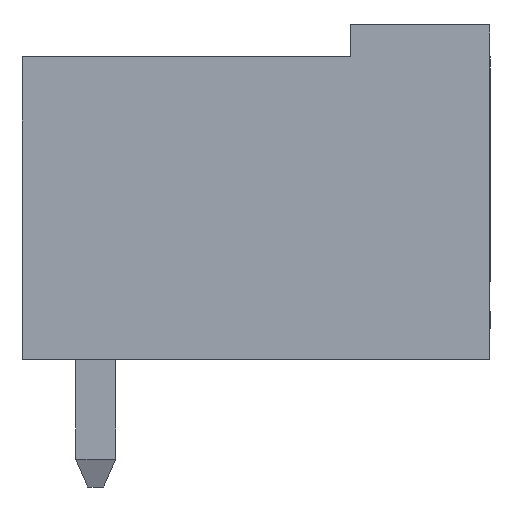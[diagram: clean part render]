
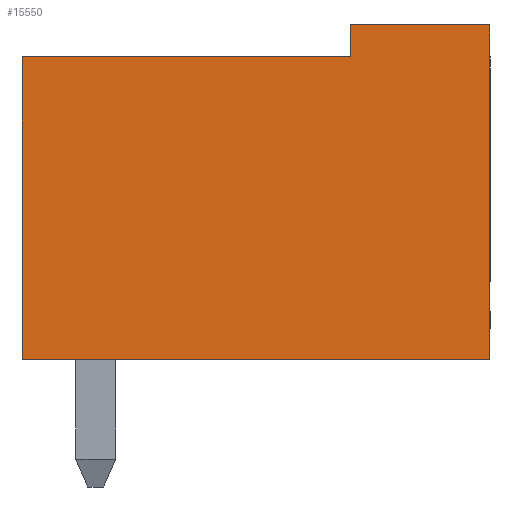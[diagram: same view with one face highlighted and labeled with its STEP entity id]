
A CAD part, left-side view. The second image highlights one B-rep face of the part: STEP entity #15550.
In plain terms, the highlighted planar face has unit normal (-1, 0, 0).
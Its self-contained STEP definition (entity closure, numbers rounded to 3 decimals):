
#15540=AXIS2_PLACEMENT_3D('Plane Axis2P3D',#15537,#15538,#15539) ;
#427=CARTESIAN_POINT('Vertex',(0.,0.,11.6)) ;
#430=CARTESIAN_POINT('Line Origine',(0.,0.,7.4)) ;
#434=CARTESIAN_POINT('Vertex',(0.,0.,3.2)) ;
#2073=CARTESIAN_POINT('Vertex',(0.,3.5,11.6)) ;
#2076=CARTESIAN_POINT('Line Origine',(0.,1.75,11.6)) ;
#2631=CARTESIAN_POINT('Vertex',(0.,11.75,10.8)) ;
#2634=CARTESIAN_POINT('Line Origine',(0.,7.625,10.8)) ;
#2638=CARTESIAN_POINT('Vertex',(0.,3.5,10.8)) ;
#3772=CARTESIAN_POINT('Vertex',(0.,11.75,3.2)) ;
#3775=CARTESIAN_POINT('Line Origine',(0.,11.75,7.)) ;
#4286=CARTESIAN_POINT('Line Origine',(0.,5.875,3.2)) ;
#15244=CARTESIAN_POINT('Line Origine',(0.,3.5,11.2)) ;
#15537=CARTESIAN_POINT('Axis2P3D Location',(0.,0.,0.)) ;
#431=DIRECTION('Vector Direction',(0.,0.,-1.)) ;
#2077=DIRECTION('Vector Direction',(0.,-1.,0.)) ;
#2635=DIRECTION('Vector Direction',(0.,-1.,0.)) ;
#3776=DIRECTION('Vector Direction',(0.,0.,1.)) ;
#4287=DIRECTION('Vector Direction',(0.,1.,0.)) ;
#15245=DIRECTION('Vector Direction',(0.,0.,1.)) ;
#15538=DIRECTION('Axis2P3D Direction',(-1.,0.,0.)) ;
#15539=DIRECTION('Axis2P3D XDirection',(0.,-1.,0.)) ;
#432=VECTOR('Line Direction',#431,1.) ;
#2078=VECTOR('Line Direction',#2077,1.) ;
#2636=VECTOR('Line Direction',#2635,1.) ;
#3777=VECTOR('Line Direction',#3776,1.) ;
#4288=VECTOR('Line Direction',#4287,1.) ;
#15246=VECTOR('Line Direction',#15245,1.) ;
#15543=ORIENTED_EDGE('',*,*,#15248,.T.) ;
#15544=ORIENTED_EDGE('',*,*,#2640,.T.) ;
#15545=ORIENTED_EDGE('',*,*,#3779,.T.) ;
#15546=ORIENTED_EDGE('',*,*,#4290,.T.) ;
#15547=ORIENTED_EDGE('',*,*,#436,.T.) ;
#15548=ORIENTED_EDGE('',*,*,#2080,.T.) ;
#15550=ADVANCED_FACE('HOUSING',(#15549),#15541,.T.) ;
#436=EDGE_CURVE('',#435,#428,#433,.F.) ;
#2080=EDGE_CURVE('',#428,#2074,#2079,.F.) ;
#2640=EDGE_CURVE('',#2639,#2632,#2637,.F.) ;
#3779=EDGE_CURVE('',#2632,#3773,#3778,.F.) ;
#4290=EDGE_CURVE('',#3773,#435,#4289,.F.) ;
#15248=EDGE_CURVE('',#2074,#2639,#15247,.F.) ;
#15542=EDGE_LOOP('',(#15543,#15544,#15545,#15546,#15547,#15548)) ;
#15549=FACE_OUTER_BOUND('',#15542,.T.) ;
#433=LINE('Line',#430,#432) ;
#2079=LINE('Line',#2076,#2078) ;
#2637=LINE('Line',#2634,#2636) ;
#3778=LINE('Line',#3775,#3777) ;
#4289=LINE('Line',#4286,#4288) ;
#15247=LINE('Line',#15244,#15246) ;
#15541=PLANE('',#15540) ;
#428=VERTEX_POINT('',#427) ;
#435=VERTEX_POINT('',#434) ;
#2074=VERTEX_POINT('',#2073) ;
#2632=VERTEX_POINT('',#2631) ;
#2639=VERTEX_POINT('',#2638) ;
#3773=VERTEX_POINT('',#3772) ;
